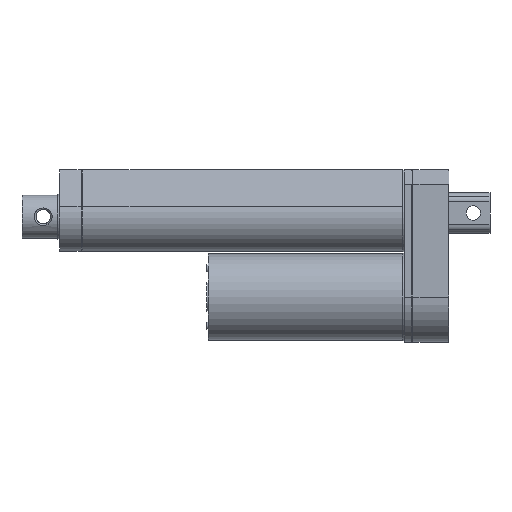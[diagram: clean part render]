
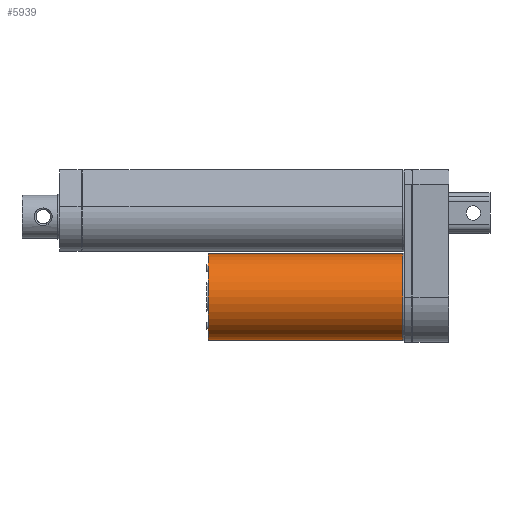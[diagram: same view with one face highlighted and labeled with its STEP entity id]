
A CAD part, left-side view. The second image highlights one B-rep face of the part: STEP entity #5939.
In plain terms, the highlighted cylindrical face has radius 19.05 mm (diameter 38.1 mm), a full revolution.
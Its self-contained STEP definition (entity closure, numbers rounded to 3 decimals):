
#5281 = PLANE('',#5282);
#5282 = AXIS2_PLACEMENT_3D('',#5283,#5284,#5285);
#5283 = CARTESIAN_POINT('',(0.,20.269,-18.161));
#5284 = DIRECTION('',(0.,1.,0.));
#5285 = DIRECTION('',(0.,0.,1.));
#5520 = EDGE_CURVE('',#5521,#5521,#5523,.T.);
#5521 = VERTEX_POINT('',#5522);
#5522 = CARTESIAN_POINT('',(19.05,20.269,-18.161));
#5523 = SURFACE_CURVE('',#5524,(#5529,#5536),.PCURVE_S1.);
#5524 = CIRCLE('',#5525,19.05);
#5525 = AXIS2_PLACEMENT_3D('',#5526,#5527,#5528);
#5526 = CARTESIAN_POINT('',(0.,20.269,-18.161));
#5527 = DIRECTION('',(0.,1.,0.));
#5528 = DIRECTION('',(-1.,0.,0.));
#5529 = PCURVE('',#5281,#5530);
#5530 = DEFINITIONAL_REPRESENTATION('',(#5531),#5535);
#5531 = CIRCLE('',#5532,19.05);
#5532 = AXIS2_PLACEMENT_2D('',#5533,#5534);
#5533 = CARTESIAN_POINT('',(0.,0.));
#5534 = DIRECTION('',(0.,-1.));
#5535 = ( GEOMETRIC_REPRESENTATION_CONTEXT(2) 
PARAMETRIC_REPRESENTATION_CONTEXT() REPRESENTATION_CONTEXT('2D SPACE',''
  ) );
#5536 = PCURVE('',#5537,#5542);
#5537 = CYLINDRICAL_SURFACE('',#5538,19.05);
#5538 = AXIS2_PLACEMENT_3D('',#5539,#5540,#5541);
#5539 = CARTESIAN_POINT('',(0.,19.507,-18.161));
#5540 = DIRECTION('',(0.,1.,0.));
#5541 = DIRECTION('',(-1.,0.,0.));
#5542 = DEFINITIONAL_REPRESENTATION('',(#5543),#5569);
#5543 = B_SPLINE_CURVE_WITH_KNOTS('',3,(#5544,#5545,#5546,#5547,#5548,
    #5549,#5550,#5551,#5552,#5553,#5554,#5555,#5556,#5557,#5558,#5559,
    #5560,#5561,#5562,#5563,#5564,#5565,#5566,#5567,#5568),
  .UNSPECIFIED.,.F.,.F.,(4,1,1,1,1,1,1,1,1,1,1,1,1,1,1,1,1,1,1,1,1,1,4),
  (3.142,3.427,3.713,3.998,
    4.284,4.57,4.855,5.141,
    5.426,5.712,5.998,6.283,
    6.569,6.854,7.14,7.426,
    7.711,7.997,8.282,8.568,
    8.854,9.139,9.425),.UNSPECIFIED.);
#5544 = CARTESIAN_POINT('',(3.142,0.762));
#5545 = CARTESIAN_POINT('',(3.237,0.762));
#5546 = CARTESIAN_POINT('',(3.427,0.762));
#5547 = CARTESIAN_POINT('',(3.713,0.762));
#5548 = CARTESIAN_POINT('',(3.998,0.762));
#5549 = CARTESIAN_POINT('',(4.284,0.762));
#5550 = CARTESIAN_POINT('',(4.57,0.762));
#5551 = CARTESIAN_POINT('',(4.855,0.762));
#5552 = CARTESIAN_POINT('',(5.141,0.762));
#5553 = CARTESIAN_POINT('',(5.426,0.762));
#5554 = CARTESIAN_POINT('',(5.712,0.762));
#5555 = CARTESIAN_POINT('',(5.998,0.762));
#5556 = CARTESIAN_POINT('',(6.283,0.762));
#5557 = CARTESIAN_POINT('',(6.569,0.762));
#5558 = CARTESIAN_POINT('',(6.854,0.762));
#5559 = CARTESIAN_POINT('',(7.14,0.762));
#5560 = CARTESIAN_POINT('',(7.426,0.762));
#5561 = CARTESIAN_POINT('',(7.711,0.762));
#5562 = CARTESIAN_POINT('',(7.997,0.762));
#5563 = CARTESIAN_POINT('',(8.282,0.762));
#5564 = CARTESIAN_POINT('',(8.568,0.762));
#5565 = CARTESIAN_POINT('',(8.854,0.762));
#5566 = CARTESIAN_POINT('',(9.139,0.762));
#5567 = CARTESIAN_POINT('',(9.33,0.762));
#5568 = CARTESIAN_POINT('',(9.425,0.762));
#5569 = ( GEOMETRIC_REPRESENTATION_CONTEXT(2) 
PARAMETRIC_REPRESENTATION_CONTEXT() REPRESENTATION_CONTEXT('2D SPACE',''
  ) );
#5939 = ADVANCED_FACE('',(#5940),#5537,.T.);
#5940 = FACE_BOUND('',#5941,.T.);
#5941 = EDGE_LOOP('',(#5942,#5997,#6017,#6018));
#5942 = ORIENTED_EDGE('',*,*,#5943,.T.);
#5943 = EDGE_CURVE('',#5944,#5944,#5946,.T.);
#5944 = VERTEX_POINT('',#5945);
#5945 = CARTESIAN_POINT('',(19.05,106.375,-18.161));
#5946 = SURFACE_CURVE('',#5947,(#5952,#5981),.PCURVE_S1.);
#5947 = CIRCLE('',#5948,19.05);
#5948 = AXIS2_PLACEMENT_3D('',#5949,#5950,#5951);
#5949 = CARTESIAN_POINT('',(0.,106.375,-18.161));
#5950 = DIRECTION('',(0.,-1.,0.));
#5951 = DIRECTION('',(-1.,0.,0.));
#5952 = PCURVE('',#5537,#5953);
#5953 = DEFINITIONAL_REPRESENTATION('',(#5954),#5980);
#5954 = B_SPLINE_CURVE_WITH_KNOTS('',3,(#5955,#5956,#5957,#5958,#5959,
    #5960,#5961,#5962,#5963,#5964,#5965,#5966,#5967,#5968,#5969,#5970,
    #5971,#5972,#5973,#5974,#5975,#5976,#5977,#5978,#5979),
  .UNSPECIFIED.,.F.,.F.,(4,1,1,1,1,1,1,1,1,1,1,1,1,1,1,1,1,1,1,1,1,1,4),
  (3.142,3.427,3.713,3.998,
    4.284,4.57,4.855,5.141,
    5.426,5.712,5.998,6.283,
    6.569,6.854,7.14,7.426,
    7.711,7.997,8.282,8.568,
    8.854,9.139,9.425),.UNSPECIFIED.);
#5955 = CARTESIAN_POINT('',(9.425,86.868));
#5956 = CARTESIAN_POINT('',(9.33,86.868));
#5957 = CARTESIAN_POINT('',(9.139,86.868));
#5958 = CARTESIAN_POINT('',(8.854,86.868));
#5959 = CARTESIAN_POINT('',(8.568,86.868));
#5960 = CARTESIAN_POINT('',(8.282,86.868));
#5961 = CARTESIAN_POINT('',(7.997,86.868));
#5962 = CARTESIAN_POINT('',(7.711,86.868));
#5963 = CARTESIAN_POINT('',(7.426,86.868));
#5964 = CARTESIAN_POINT('',(7.14,86.868));
#5965 = CARTESIAN_POINT('',(6.854,86.868));
#5966 = CARTESIAN_POINT('',(6.569,86.868));
#5967 = CARTESIAN_POINT('',(6.283,86.868));
#5968 = CARTESIAN_POINT('',(5.998,86.868));
#5969 = CARTESIAN_POINT('',(5.712,86.868));
#5970 = CARTESIAN_POINT('',(5.426,86.868));
#5971 = CARTESIAN_POINT('',(5.141,86.868));
#5972 = CARTESIAN_POINT('',(4.855,86.868));
#5973 = CARTESIAN_POINT('',(4.57,86.868));
#5974 = CARTESIAN_POINT('',(4.284,86.868));
#5975 = CARTESIAN_POINT('',(3.998,86.868));
#5976 = CARTESIAN_POINT('',(3.713,86.868));
#5977 = CARTESIAN_POINT('',(3.427,86.868));
#5978 = CARTESIAN_POINT('',(3.237,86.868));
#5979 = CARTESIAN_POINT('',(3.142,86.868));
#5980 = ( GEOMETRIC_REPRESENTATION_CONTEXT(2) 
PARAMETRIC_REPRESENTATION_CONTEXT() REPRESENTATION_CONTEXT('2D SPACE',''
  ) );
#5981 = PCURVE('',#5982,#5987);
#5982 = PLANE('',#5983);
#5983 = AXIS2_PLACEMENT_3D('',#5984,#5985,#5986);
#5984 = CARTESIAN_POINT('',(0.,106.375,-18.161));
#5985 = DIRECTION('',(0.,1.,0.));
#5986 = DIRECTION('',(0.,0.,1.));
#5987 = DEFINITIONAL_REPRESENTATION('',(#5988),#5996);
#5988 = ( BOUNDED_CURVE() B_SPLINE_CURVE(2,(#5989,#5990,#5991,#5992,
#5993,#5994,#5995),.UNSPECIFIED.,.T.,.F.) B_SPLINE_CURVE_WITH_KNOTS((1,2
    ,2,2,2,1),(-2.094,0.,2.094,4.189,
6.283,8.378),.UNSPECIFIED.) CURVE() 
GEOMETRIC_REPRESENTATION_ITEM() RATIONAL_B_SPLINE_CURVE((1.,0.5,1.,0.5,
1.,0.5,1.)) REPRESENTATION_ITEM('') );
#5989 = CARTESIAN_POINT('',(0.,-19.05));
#5990 = CARTESIAN_POINT('',(-32.996,-19.05));
#5991 = CARTESIAN_POINT('',(-16.498,9.525));
#5992 = CARTESIAN_POINT('',(0.,38.1));
#5993 = CARTESIAN_POINT('',(16.498,9.525));
#5994 = CARTESIAN_POINT('',(32.996,-19.05));
#5995 = CARTESIAN_POINT('',(0.,-19.05));
#5996 = ( GEOMETRIC_REPRESENTATION_CONTEXT(2) 
PARAMETRIC_REPRESENTATION_CONTEXT() REPRESENTATION_CONTEXT('2D SPACE',''
  ) );
#5997 = ORIENTED_EDGE('',*,*,#5998,.F.);
#5998 = EDGE_CURVE('',#5521,#5944,#5999,.T.);
#5999 = SEAM_CURVE('',#6000,(#6003,#6010),.PCURVE_S1.);
#6000 = B_SPLINE_CURVE_WITH_KNOTS('',1,(#6001,#6002),.UNSPECIFIED.,.F.,
  .F.,(2,2),(0.762,86.868),.PIECEWISE_BEZIER_KNOTS.);
#6001 = CARTESIAN_POINT('',(19.05,20.269,-18.161));
#6002 = CARTESIAN_POINT('',(19.05,106.375,-18.161));
#6003 = PCURVE('',#5537,#6004);
#6004 = DEFINITIONAL_REPRESENTATION('',(#6005),#6009);
#6005 = LINE('',#6006,#6007);
#6006 = CARTESIAN_POINT('',(3.142,0.));
#6007 = VECTOR('',#6008,1.);
#6008 = DIRECTION('',(0.,1.));
#6009 = ( GEOMETRIC_REPRESENTATION_CONTEXT(2) 
PARAMETRIC_REPRESENTATION_CONTEXT() REPRESENTATION_CONTEXT('2D SPACE',''
  ) );
#6010 = PCURVE('',#5537,#6011);
#6011 = DEFINITIONAL_REPRESENTATION('',(#6012),#6016);
#6012 = LINE('',#6013,#6014);
#6013 = CARTESIAN_POINT('',(9.425,0.));
#6014 = VECTOR('',#6015,1.);
#6015 = DIRECTION('',(0.,1.));
#6016 = ( GEOMETRIC_REPRESENTATION_CONTEXT(2) 
PARAMETRIC_REPRESENTATION_CONTEXT() REPRESENTATION_CONTEXT('2D SPACE',''
  ) );
#6017 = ORIENTED_EDGE('',*,*,#5520,.T.);
#6018 = ORIENTED_EDGE('',*,*,#5998,.T.);
